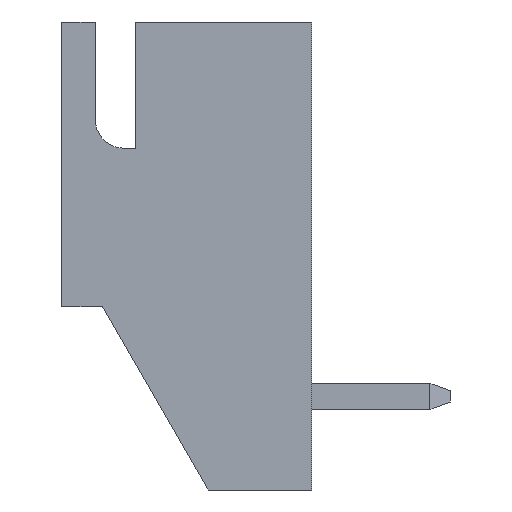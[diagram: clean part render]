
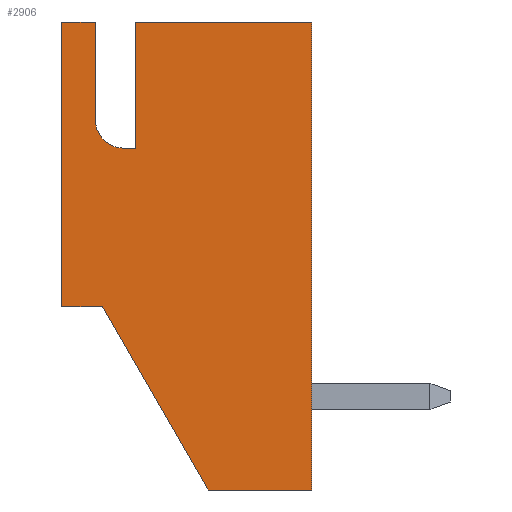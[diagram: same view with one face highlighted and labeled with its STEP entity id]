
A CAD part, left-side view. The second image highlights one B-rep face of the part: STEP entity #2906.
In plain terms, the highlighted planar face has unit normal (-1, 0, 0).
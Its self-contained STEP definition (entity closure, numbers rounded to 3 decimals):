
#4 = CARTESIAN_POINT ( 'NONE',  ( -3.7, 0., -5.75 ) ) ;
#5 = LINE ( 'NONE', #1398, #450 ) ;
#16 = EDGE_CURVE ( 'NONE', #27, #1955, #2028, .T. ) ;
#27 = VERTEX_POINT ( 'NONE', #187 ) ;
#95 = ORIENTED_EDGE ( 'NONE', *, *, #2247, .F. ) ;
#105 = VERTEX_POINT ( 'NONE', #1555 ) ;
#163 = CARTESIAN_POINT ( 'NONE',  ( -3.7, 5.325, 5.75 ) ) ;
#166 = CARTESIAN_POINT ( 'NONE',  ( -3.7, 5.325, 3.35 ) ) ;
#187 = CARTESIAN_POINT ( 'NONE',  ( -3.7, 4.325, 2.65 ) ) ;
#194 = VERTEX_POINT ( 'NONE', #4 ) ;
#262 = DIRECTION ( 'NONE',  ( 1., 0., 0. ) ) ;
#274 = EDGE_LOOP ( 'NONE', ( #1567, #2788, #95, #2644, #884, #2726, #1599, #1110, #2215, #2149, #2484 ) ) ;
#334 = CARTESIAN_POINT ( 'NONE',  ( -3.7, 5.15, -1.25 ) ) ;
#386 = DIRECTION ( 'NONE',  ( 0., 0.5, 0.866 ) ) ;
#450 = VECTOR ( 'NONE', #2319, 1000. ) ;
#465 = DIRECTION ( 'NONE',  ( 0., -1., 0. ) ) ;
#530 = DIRECTION ( 'NONE',  ( 0., 0., -1. ) ) ;
#629 = EDGE_CURVE ( 'NONE', #105, #1577, #1836, .T. ) ;
#664 = CARTESIAN_POINT ( 'NONE',  ( -3.7, 6.15, 2.65 ) ) ;
#705 = PLANE ( 'NONE',  #1537 ) ;
#721 = VERTEX_POINT ( 'NONE', #166 ) ;
#732 = EDGE_CURVE ( 'NONE', #2586, #105, #1664, .T. ) ;
#739 = VECTOR ( 'NONE', #2096, 1000. ) ;
#884 = ORIENTED_EDGE ( 'NONE', *, *, #972, .F. ) ;
#894 = LINE ( 'NONE', #2989, #739 ) ;
#929 = FACE_OUTER_BOUND ( 'NONE', #274, .T. ) ;
#972 = EDGE_CURVE ( 'NONE', #2393, #721, #2238, .T. ) ;
#1048 = CARTESIAN_POINT ( 'NONE',  ( -3.7, 4.325, 5.75 ) ) ;
#1110 = ORIENTED_EDGE ( 'NONE', *, *, #629, .T. ) ;
#1129 = LINE ( 'NONE', #664, #1174 ) ;
#1174 = VECTOR ( 'NONE', #465, 1000. ) ;
#1178 = VECTOR ( 'NONE', #1227, 1000. ) ;
#1227 = DIRECTION ( 'NONE',  ( 0., -1., 0. ) ) ;
#1229 = VECTOR ( 'NONE', #1678, 1000. ) ;
#1243 = CARTESIAN_POINT ( 'NONE',  ( -3.7, 6.15, 5.75 ) ) ;
#1246 = VERTEX_POINT ( 'NONE', #2516 ) ;
#1248 = EDGE_CURVE ( 'NONE', #2939, #1577, #2465, .T. ) ;
#1341 = CARTESIAN_POINT ( 'NONE',  ( -3.7, 2.552, -5.75 ) ) ;
#1398 = CARTESIAN_POINT ( 'NONE',  ( -3.7, 6.15, 5.75 ) ) ;
#1422 = EDGE_CURVE ( 'NONE', #2042, #194, #894, .T. ) ;
#1431 = CARTESIAN_POINT ( 'NONE',  ( -3.7, 4.625, 3.35 ) ) ;
#1519 = EDGE_CURVE ( 'NONE', #2393, #2586, #5, .T. ) ;
#1537 = AXIS2_PLACEMENT_3D ( 'NONE', #1636, #1949, #530 ) ;
#1555 = CARTESIAN_POINT ( 'NONE',  ( -3.7, 6.15, -1.25 ) ) ;
#1567 = ORIENTED_EDGE ( 'NONE', *, *, #2964, .F. ) ;
#1577 = VERTEX_POINT ( 'NONE', #334 ) ;
#1599 = ORIENTED_EDGE ( 'NONE', *, *, #732, .T. ) ;
#1621 = VECTOR ( 'NONE', #386, 1000. ) ;
#1626 = CARTESIAN_POINT ( 'NONE',  ( -3.7, 6.15, -1.25 ) ) ;
#1636 = CARTESIAN_POINT ( 'NONE',  ( -3.7, 6.15, 5.75 ) ) ;
#1664 = LINE ( 'NONE', #2874, #1761 ) ;
#1678 = DIRECTION ( 'NONE',  ( 0., 1., 0. ) ) ;
#1761 = VECTOR ( 'NONE', #2180, 1000. ) ;
#1836 = LINE ( 'NONE', #1626, #2002 ) ;
#1903 = LINE ( 'NONE', #2825, #1229 ) ;
#1949 = DIRECTION ( 'NONE',  ( 1., 0., 0. ) ) ;
#1955 = VERTEX_POINT ( 'NONE', #2182 ) ;
#1993 = DIRECTION ( 'NONE',  ( 0., 0., 1. ) ) ;
#2002 = VECTOR ( 'NONE', #2553, 1000. ) ;
#2028 = LINE ( 'NONE', #1048, #2888 ) ;
#2042 = VERTEX_POINT ( 'NONE', #2243 ) ;
#2055 = CARTESIAN_POINT ( 'NONE',  ( -3.7, 6.15, 5.75 ) ) ;
#2096 = DIRECTION ( 'NONE',  ( 0., 0., -1. ) ) ;
#2149 = ORIENTED_EDGE ( 'NONE', *, *, #2869, .F. ) ;
#2180 = DIRECTION ( 'NONE',  ( 0., 0., -1. ) ) ;
#2182 = CARTESIAN_POINT ( 'NONE',  ( -3.7, 4.325, 5.75 ) ) ;
#2215 = ORIENTED_EDGE ( 'NONE', *, *, #1248, .F. ) ;
#2238 = LINE ( 'NONE', #163, #2492 ) ;
#2243 = CARTESIAN_POINT ( 'NONE',  ( -3.7, 0., 5.75 ) ) ;
#2247 = EDGE_CURVE ( 'NONE', #1246, #27, #1129, .T. ) ;
#2319 = DIRECTION ( 'NONE',  ( 0., 1., 0. ) ) ;
#2372 = DIRECTION ( 'NONE',  ( 0., 0., -1. ) ) ;
#2381 = EDGE_CURVE ( 'NONE', #1246, #721, #2981, .T. ) ;
#2388 = LINE ( 'NONE', #1243, #1178 ) ;
#2393 = VERTEX_POINT ( 'NONE', #2623 ) ;
#2465 = LINE ( 'NONE', #1341, #1621 ) ;
#2484 = ORIENTED_EDGE ( 'NONE', *, *, #1422, .F. ) ;
#2492 = VECTOR ( 'NONE', #2936, 1000. ) ;
#2516 = CARTESIAN_POINT ( 'NONE',  ( -3.7, 4.625, 2.65 ) ) ;
#2553 = DIRECTION ( 'NONE',  ( 0., -1., 0. ) ) ;
#2586 = VERTEX_POINT ( 'NONE', #2055 ) ;
#2623 = CARTESIAN_POINT ( 'NONE',  ( -3.7, 5.325, 5.75 ) ) ;
#2644 = ORIENTED_EDGE ( 'NONE', *, *, #2381, .T. ) ;
#2649 = AXIS2_PLACEMENT_3D ( 'NONE', #1431, #262, #2372 ) ;
#2726 = ORIENTED_EDGE ( 'NONE', *, *, #1519, .T. ) ;
#2788 = ORIENTED_EDGE ( 'NONE', *, *, #16, .F. ) ;
#2825 = CARTESIAN_POINT ( 'NONE',  ( -3.7, 6.15, -5.75 ) ) ;
#2869 = EDGE_CURVE ( 'NONE', #194, #2939, #1903, .T. ) ;
#2872 = CARTESIAN_POINT ( 'NONE',  ( -3.7, 2.552, -5.75 ) ) ;
#2874 = CARTESIAN_POINT ( 'NONE',  ( -3.7, 6.15, -1.25 ) ) ;
#2888 = VECTOR ( 'NONE', #1993, 1000. ) ;
#2906 = ADVANCED_FACE ( 'NONE', ( #929 ), #705, .F. ) ;
#2936 = DIRECTION ( 'NONE',  ( 0., 0., -1. ) ) ;
#2939 = VERTEX_POINT ( 'NONE', #2872 ) ;
#2964 = EDGE_CURVE ( 'NONE', #1955, #2042, #2388, .T. ) ;
#2981 = CIRCLE ( 'NONE', #2649, 0.7 ) ;
#2989 = CARTESIAN_POINT ( 'NONE',  ( -3.7, 0., 5.75 ) ) ;
